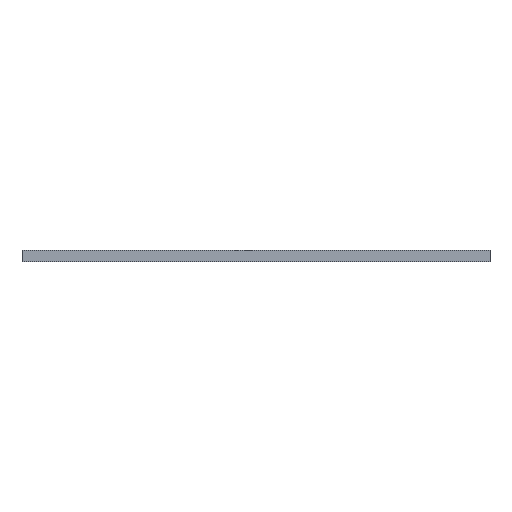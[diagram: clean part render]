
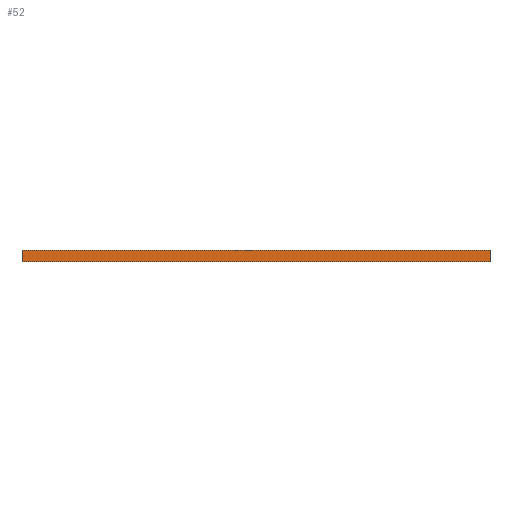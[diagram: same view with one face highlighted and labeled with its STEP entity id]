
A CAD part, front view. The second image highlights one B-rep face of the part: STEP entity #52.
In plain terms, the highlighted planar face has unit normal (0, -1, 0).
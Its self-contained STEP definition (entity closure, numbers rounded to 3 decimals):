
#52=ADVANCED_FACE('',(#969),#970,.T.);
#969=FACE_OUTER_BOUND('',#3239,.T.);
#970=PLANE('',#3240);
#3239=EDGE_LOOP('',(#5539,#5540,#5541,#5542));
#3240=AXIS2_PLACEMENT_3D('',#5543,#5544,#5545);
#5539=ORIENTED_EDGE('',*,*,#13694,.T.);
#5540=ORIENTED_EDGE('',*,*,#13695,.F.);
#5541=ORIENTED_EDGE('',*,*,#13696,.F.);
#5542=ORIENTED_EDGE('',*,*,#13692,.T.);
#5543=CARTESIAN_POINT('',(0.,-2.958,0.0));
#5544=DIRECTION('',(0.0,-1.0,0.0));
#5545=DIRECTION('',(1.0,0.0,-0.0));
#13692=EDGE_CURVE('',#16429,#16427,#16430,.T.);
#13694=EDGE_CURVE('',#16427,#16432,#16433,.T.);
#13695=EDGE_CURVE('',#16434,#16432,#16435,.T.);
#13696=EDGE_CURVE('',#16429,#16434,#16436,.T.);
#16427=VERTEX_POINT('',#20983);
#16429=VERTEX_POINT('',#20986);
#16430=LINE('',#20987,#20988);
#16432=VERTEX_POINT('',#20991);
#16433=LINE('',#20992,#20993);
#16434=VERTEX_POINT('',#20994);
#16435=LINE('',#20995,#20996);
#16436=LINE('',#20997,#20998);
#20983=CARTESIAN_POINT('',(4.0,-2.958,0.2));
#20986=CARTESIAN_POINT('',(4.0,-2.958,0.0));
#20987=CARTESIAN_POINT('',(4.0,-2.958,0.0));
#20988=VECTOR('',#28220,1.0);
#20991=CARTESIAN_POINT('',(-4.0,-2.958,0.2));
#20992=CARTESIAN_POINT('',(4.0,-2.958,0.2));
#20993=VECTOR('',#28222,1.0);
#20994=CARTESIAN_POINT('',(-4.0,-2.958,0.0));
#20995=CARTESIAN_POINT('',(-4.0,-2.958,0.0));
#20996=VECTOR('',#28223,1.0);
#20997=CARTESIAN_POINT('',(4.0,-2.958,0.0));
#20998=VECTOR('',#28224,1.0);
#28220=DIRECTION('',(0.0,0.0,1.0));
#28222=DIRECTION('',(-1.0,0.0,0.0));
#28223=DIRECTION('',(0.0,0.0,1.0));
#28224=DIRECTION('',(-1.0,0.0,0.0));
